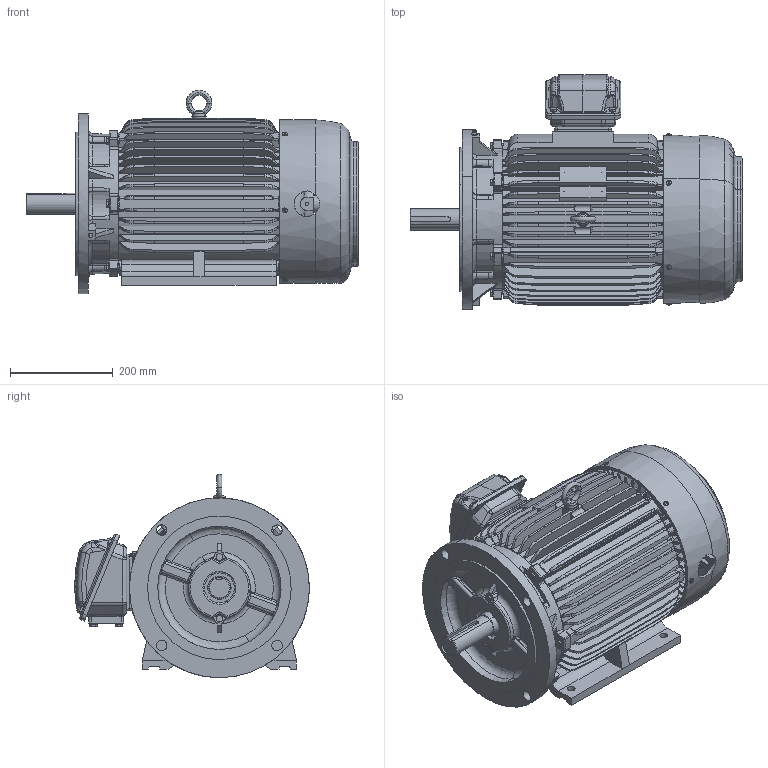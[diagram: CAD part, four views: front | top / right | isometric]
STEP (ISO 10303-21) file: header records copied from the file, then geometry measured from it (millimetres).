
FILE_DESCRIPTION(('CATIA V5 STEP Exchange'),'2;1');
FILE_NAME('256T-HV-DF_AllCATPart.stp','2012-08-29T10:15:27+00:00',('none'),('none'),'CATIA Version 5 Release 19 SP 9 (IN-10)','CATIA V5 STEP AP203','none');
FILE_SCHEMA(('CONFIG_CONTROL_DESIGN'));
Products named in the file (1): 256T-HV-DF_AllCATPart
Bounding box: 646.1 x 456.61 x 396 mm (x, y, z)
Volume: 11114736.4 mm3; surface area: 2717839.2 mm2
Topology: 44 solids, 46 shells, 3490 faces, 9322 edges, 5965 vertices
Faces by surface type: plane 1192, cylinder 919, torus 657, cone 478, bspline 198, sphere 42, extrusion 4
Entity records: 122677 total; most frequent: CARTESIAN_POINT 48019, ORIENTED_EDGE 18560, DIRECTION 10090, EDGE_CURVE 9280, VERTEX_POINT 5965, AXIS2_PLACEMENT_3D 5204, EDGE_LOOP 3779, ADVANCED_FACE 3490
